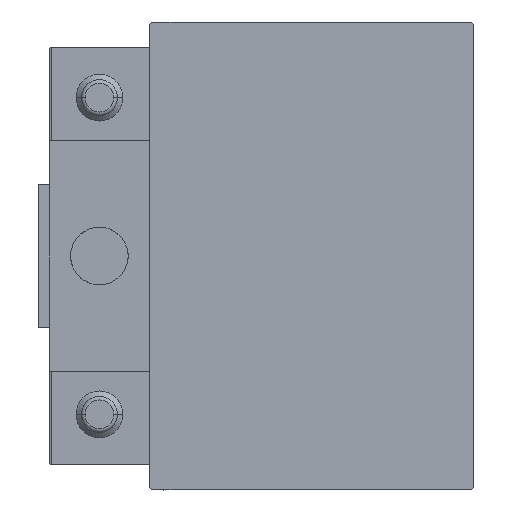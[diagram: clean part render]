
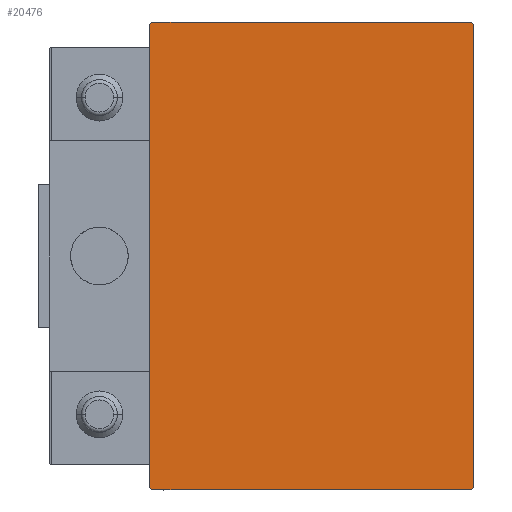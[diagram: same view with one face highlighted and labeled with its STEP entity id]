
A CAD part, left-side view. The second image highlights one B-rep face of the part: STEP entity #20476.
In plain terms, the highlighted face is planar.
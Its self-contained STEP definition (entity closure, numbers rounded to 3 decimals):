
#919 = DIRECTION ( 'NONE',  ( 0., 0., -1. ) ) ;
#963 = ORIENTED_EDGE ( 'NONE', *, *, #43368, .T. ) ;
#986 = ORIENTED_EDGE ( 'NONE', *, *, #43654, .T. ) ;
#2056 = CARTESIAN_POINT ( 'NONE',  ( 100., 27.35, -27.35 ) ) ;
#2458 = CARTESIAN_POINT ( 'NONE',  ( 100., 22.5, -32.5 ) ) ;
#2809 = DIRECTION ( 'NONE',  ( 0., 0., -1. ) ) ;
#3116 = VECTOR ( 'NONE', #11072, 1000. ) ;
#3457 = EDGE_CURVE ( 'NONE', #44269, #28111, #29218, .T. ) ;
#7336 = VERTEX_POINT ( 'NONE', #43635 ) ;
#7614 = LINE ( 'NONE', #47554, #38383 ) ;
#8234 = DIRECTION ( 'NONE',  ( 0., -0.707, -0.707 ) ) ;
#8868 = VECTOR ( 'NONE', #32907, 1000. ) ;
#11072 = DIRECTION ( 'NONE',  ( 0., 1., 0. ) ) ;
#11626 = CARTESIAN_POINT ( 'NONE',  ( 100., -27.35, 27.35 ) ) ;
#17069 = VERTEX_POINT ( 'NONE', #35141 ) ;
#19015 = ORIENTED_EDGE ( 'NONE', *, *, #42792, .T. ) ;
#20476 = ADVANCED_FACE ( 'NONE', ( #22140 ), #38078, .T. ) ;
#20776 = VECTOR ( 'NONE', #8234, 1000. ) ;
#22140 = FACE_OUTER_BOUND ( 'NONE', #39537, .T. ) ;
#22402 = VERTEX_POINT ( 'NONE', #29150 ) ;
#23633 = AXIS2_PLACEMENT_3D ( 'NONE', #38338, #43032, #2809 ) ;
#24116 = CARTESIAN_POINT ( 'NONE',  ( 100., -22.5, -32.5 ) ) ;
#24736 = ORIENTED_EDGE ( 'NONE', *, *, #34188, .T. ) ;
#25098 = VECTOR ( 'NONE', #45039, 1000. ) ;
#26489 = CARTESIAN_POINT ( 'NONE',  ( 100., 27.35, 27.35 ) ) ;
#27321 = ORIENTED_EDGE ( 'NONE', *, *, #3457, .T. ) ;
#28111 = VERTEX_POINT ( 'NONE', #32275 ) ;
#28347 = VERTEX_POINT ( 'NONE', #44019 ) ;
#28465 = CARTESIAN_POINT ( 'NONE',  ( 100., 22.2, -32.5 ) ) ;
#28655 = VERTEX_POINT ( 'NONE', #32465 ) ;
#29150 = CARTESIAN_POINT ( 'NONE',  ( 100., -22.2, 32.5 ) ) ;
#29218 = LINE ( 'NONE', #2056, #8868 ) ;
#31421 = VECTOR ( 'NONE', #50125, 1000. ) ;
#31712 = LINE ( 'NONE', #24116, #3116 ) ;
#32275 = CARTESIAN_POINT ( 'NONE',  ( 100., 22.5, -32.2 ) ) ;
#32465 = CARTESIAN_POINT ( 'NONE',  ( 100., 22.2, 32.5 ) ) ;
#32601 = EDGE_CURVE ( 'NONE', #7336, #17069, #34480, .T. ) ;
#32907 = DIRECTION ( 'NONE',  ( 0., 0.707, 0.707 ) ) ;
#32981 = CARTESIAN_POINT ( 'NONE',  ( 100., -22.5, 32.2 ) ) ;
#33583 = DIRECTION ( 'NONE',  ( 0., -0.707, 0.707 ) ) ;
#34188 = EDGE_CURVE ( 'NONE', #17069, #44269, #31712, .T. ) ;
#34210 = VECTOR ( 'NONE', #33583, 1000. ) ;
#34480 = LINE ( 'NONE', #45443, #31421 ) ;
#35141 = CARTESIAN_POINT ( 'NONE',  ( 100., -22.2, -32.5 ) ) ;
#35498 = ORIENTED_EDGE ( 'NONE', *, *, #40300, .T. ) ;
#36087 = ORIENTED_EDGE ( 'NONE', *, *, #32601, .T. ) ;
#36703 = CARTESIAN_POINT ( 'NONE',  ( 100., -22.5, 32.5 ) ) ;
#38078 = PLANE ( 'NONE',  #23633 ) ;
#38338 = CARTESIAN_POINT ( 'NONE',  ( 100., 0., 0. ) ) ;
#38383 = VECTOR ( 'NONE', #40488, 1000. ) ;
#39097 = EDGE_CURVE ( 'NONE', #22402, #51614, #44018, .T. ) ;
#39537 = EDGE_LOOP ( 'NONE', ( #24736, #27321, #19015, #35498, #963, #48986, #986, #36087 ) ) ;
#40300 = EDGE_CURVE ( 'NONE', #28347, #28655, #49223, .T. ) ;
#40488 = DIRECTION ( 'NONE',  ( 0., -1., 0. ) ) ;
#42792 = EDGE_CURVE ( 'NONE', #28111, #28347, #46063, .T. ) ;
#43032 = DIRECTION ( 'NONE',  ( 1., 0., 0. ) ) ;
#43368 = EDGE_CURVE ( 'NONE', #28655, #22402, #7614, .T. ) ;
#43382 = VECTOR ( 'NONE', #919, 1000. ) ;
#43635 = CARTESIAN_POINT ( 'NONE',  ( 100., -22.5, -32.2 ) ) ;
#43654 = EDGE_CURVE ( 'NONE', #51614, #7336, #44026, .T. ) ;
#44018 = LINE ( 'NONE', #11626, #20776 ) ;
#44019 = CARTESIAN_POINT ( 'NONE',  ( 100., 22.5, 32.2 ) ) ;
#44026 = LINE ( 'NONE', #36703, #43382 ) ;
#44269 = VERTEX_POINT ( 'NONE', #28465 ) ;
#45039 = DIRECTION ( 'NONE',  ( 0., 0., 1. ) ) ;
#45443 = CARTESIAN_POINT ( 'NONE',  ( 100., -27.35, -27.35 ) ) ;
#46063 = LINE ( 'NONE', #2458, #25098 ) ;
#47554 = CARTESIAN_POINT ( 'NONE',  ( 100., 22.5, 32.5 ) ) ;
#48986 = ORIENTED_EDGE ( 'NONE', *, *, #39097, .T. ) ;
#49223 = LINE ( 'NONE', #26489, #34210 ) ;
#50125 = DIRECTION ( 'NONE',  ( 0., 0.707, -0.707 ) ) ;
#51614 = VERTEX_POINT ( 'NONE', #32981 ) ;
